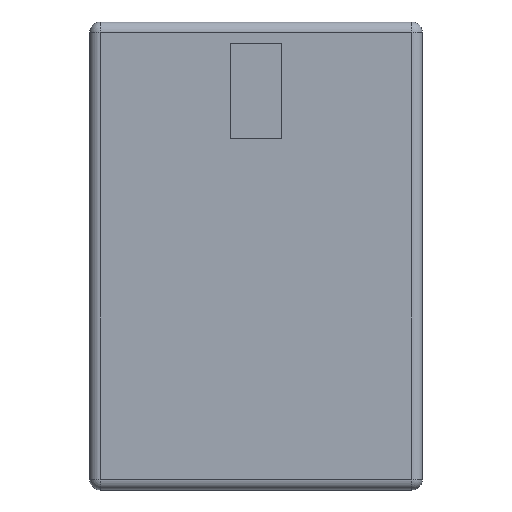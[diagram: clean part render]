
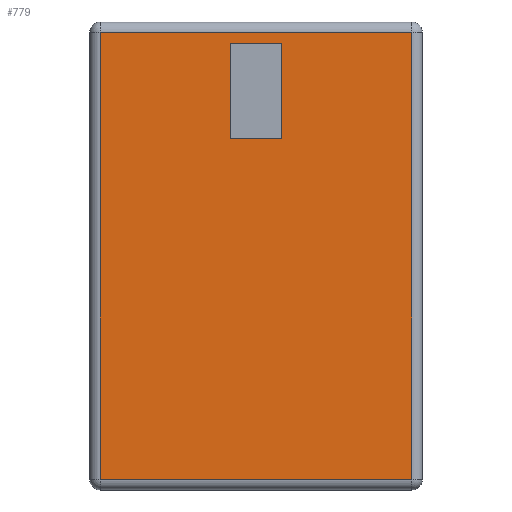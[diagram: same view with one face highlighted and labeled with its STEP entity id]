
A CAD part, top view. The second image highlights one B-rep face of the part: STEP entity #779.
In plain terms, the highlighted planar face has unit normal (0, 0, 1).
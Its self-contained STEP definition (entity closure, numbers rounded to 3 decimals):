
#82=ORIENTED_EDGE('',*,*,#218,.T.);
#83=ORIENTED_EDGE('',*,*,#219,.T.);
#84=ORIENTED_EDGE('',*,*,#220,.T.);
#85=ORIENTED_EDGE('',*,*,#221,.T.);
#86=ORIENTED_EDGE('',*,*,#222,.T.);
#87=ORIENTED_EDGE('',*,*,#223,.T.);
#88=ORIENTED_EDGE('',*,*,#224,.T.);
#89=ORIENTED_EDGE('',*,*,#225,.T.);
#218=EDGE_CURVE('',#286,#287,#324,.F.);
#219=EDGE_CURVE('',#287,#288,#325,.F.);
#220=EDGE_CURVE('',#288,#289,#326,.F.);
#221=EDGE_CURVE('',#289,#286,#327,.F.);
#222=EDGE_CURVE('',#290,#291,#328,.T.);
#223=EDGE_CURVE('',#291,#292,#329,.T.);
#224=EDGE_CURVE('',#292,#293,#330,.T.);
#225=EDGE_CURVE('',#293,#290,#331,.T.);
#286=VERTEX_POINT('',#1089);
#287=VERTEX_POINT('',#1090);
#288=VERTEX_POINT('',#1092);
#289=VERTEX_POINT('',#1094);
#290=VERTEX_POINT('',#1097);
#291=VERTEX_POINT('',#1098);
#292=VERTEX_POINT('',#1100);
#293=VERTEX_POINT('',#1102);
#324=LINE('',#1088,#360);
#325=LINE('',#1091,#361);
#326=LINE('',#1093,#362);
#327=LINE('',#1095,#363);
#328=LINE('',#1096,#364);
#329=LINE('',#1099,#365);
#330=LINE('',#1101,#366);
#331=LINE('',#1103,#367);
#360=VECTOR('',#907,1000.);
#361=VECTOR('',#908,1000.);
#362=VECTOR('',#909,1000.);
#363=VECTOR('',#910,1000.);
#364=VECTOR('',#911,1000.);
#365=VECTOR('',#912,1000.);
#366=VECTOR('',#913,1000.);
#367=VECTOR('',#914,1000.);
#395=EDGE_LOOP('',(#82,#83,#84,#85));
#396=EDGE_LOOP('',(#86,#87,#88,#89));
#443=FACE_BOUND('',#395,.T.);
#444=FACE_BOUND('',#396,.T.);
#489=PLANE('',#825);
#779=ADVANCED_FACE('',(#443,#444),#489,.F.);
#825=AXIS2_PLACEMENT_3D('',#1087,#905,#906);
#905=DIRECTION('',(0.,0.,-1.));
#906=DIRECTION('',(-1.,0.,0.));
#907=DIRECTION('',(1.,0.,0.));
#908=DIRECTION('',(0.,1.,0.));
#909=DIRECTION('',(-1.,0.,0.));
#910=DIRECTION('',(0.,-1.,0.));
#911=DIRECTION('',(-1.,0.,0.));
#912=DIRECTION('',(0.,1.,0.));
#913=DIRECTION('',(1.,0.,0.));
#914=DIRECTION('',(0.,-1.,0.));
#1087=CARTESIAN_POINT('',(0.,0.,1.49));
#1088=CARTESIAN_POINT('',(-1.6,2.15,1.49));
#1089=CARTESIAN_POINT('',(1.5,2.15,1.49));
#1090=CARTESIAN_POINT('',(-1.5,2.15,1.49));
#1091=CARTESIAN_POINT('',(-1.5,-2.25,1.49));
#1092=CARTESIAN_POINT('',(-1.5,-2.15,1.49));
#1093=CARTESIAN_POINT('',(1.6,-2.15,1.49));
#1094=CARTESIAN_POINT('',(1.5,-2.15,1.49));
#1095=CARTESIAN_POINT('',(1.5,2.25,1.49));
#1096=CARTESIAN_POINT('',(0.25,1.126,1.49));
#1097=CARTESIAN_POINT('',(0.25,1.126,1.49));
#1098=CARTESIAN_POINT('',(-0.25,1.126,1.49));
#1099=CARTESIAN_POINT('',(-0.25,1.126,1.49));
#1100=CARTESIAN_POINT('',(-0.25,2.046,1.49));
#1101=CARTESIAN_POINT('',(-0.25,2.046,1.49));
#1102=CARTESIAN_POINT('',(0.25,2.046,1.49));
#1103=CARTESIAN_POINT('',(0.25,2.046,1.49));
